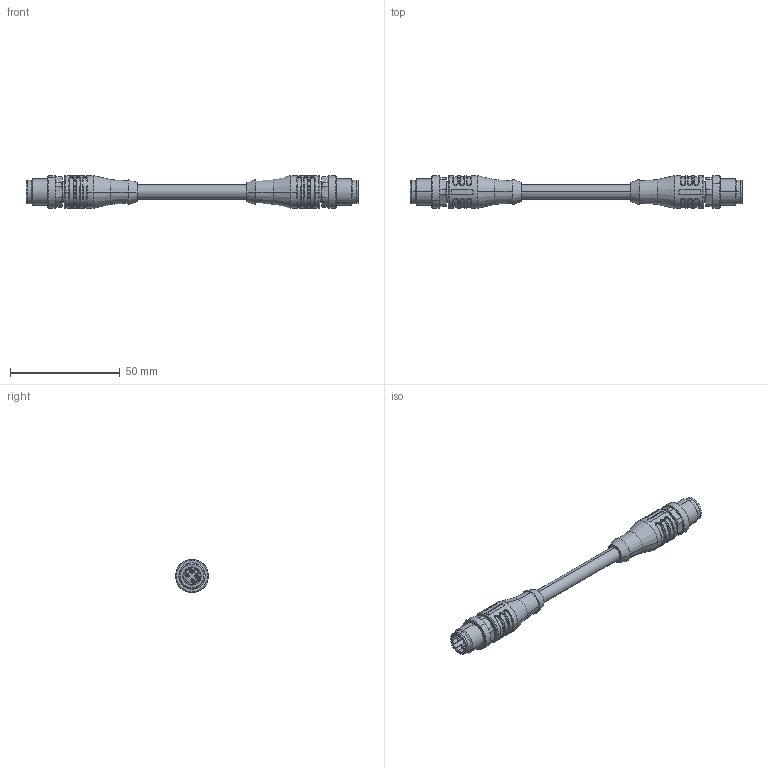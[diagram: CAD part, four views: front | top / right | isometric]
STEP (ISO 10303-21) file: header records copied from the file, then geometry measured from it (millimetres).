
FILE_DESCRIPTION(/* description */ ('VariCAD 2016-1.07 AP-214'),/* implementation_level */ '2;1');
FILE_NAME(/* name */ 'VK10E254.stp',/* time_stamp */ '2019-09-26T10:03:31+02:00',/* author */ (''),/* organization */ (''),/* preprocessor_version */ 'ST-DEVELOPER v14',/* originating_system */ 'VariCAD 2016-1.07; kernel version (20130303)',/* authorisation */ '');
FILE_SCHEMA (('AUTOMOTIVE_DESIGN'));
Length unit declared in the file: millimetre
Products named in the file (2): VK10E254; VK20E2554_stp
Assembly tree (1 placements, depth 2):
  VK10E254
    VK20E2554_stp
Bounding box: 151 x 15 x 15 mm (x, y, z)
Volume: 13728.7 mm3; surface area: 6788.3 mm2
Topology: 1 solids, 1 shells, 584 faces, 1456 edges, 898 vertices
Faces by surface type: plane 176, cylinder 166, torus 100, extrusion 50, bspline 48, cone 36, sphere 8
Entity records: 26812 total; most frequent: CARTESIAN_POINT 14142, ORIENTED_EDGE 2880, DIRECTION 2204, EDGE_CURVE 1440, VERTEX_POINT 898, AXIS2_PLACEMENT_3D 860, B_SPLINE_CURVE_WITH_KNOTS 686, EDGE_LOOP 624
